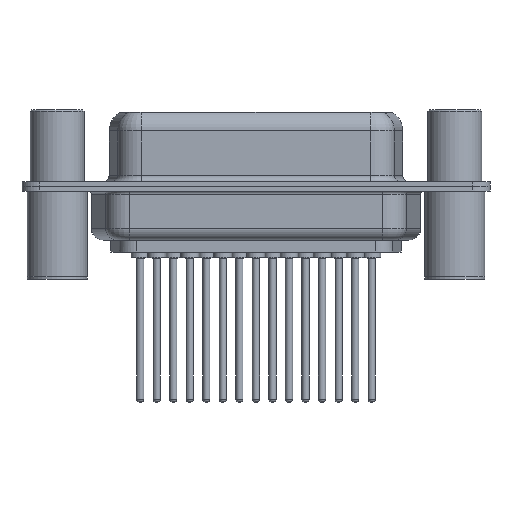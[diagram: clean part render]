
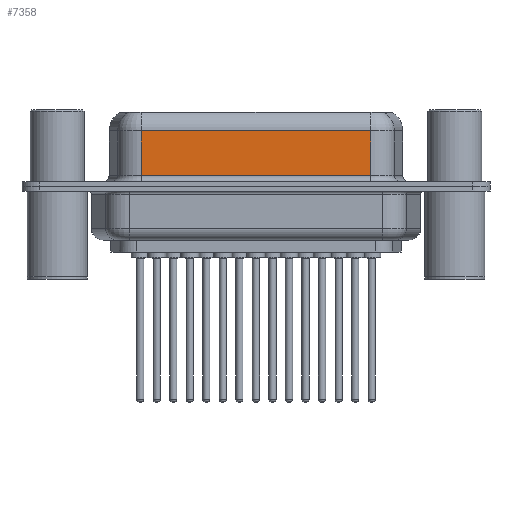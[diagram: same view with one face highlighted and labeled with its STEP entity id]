
A CAD part, front view. The second image highlights one B-rep face of the part: STEP entity #7358.
In plain terms, the highlighted planar face has unit normal (0, -1, 0).
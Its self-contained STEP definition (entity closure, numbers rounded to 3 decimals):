
#352 = VERTEX_POINT ( 'NONE', #632 ) ;
#632 = CARTESIAN_POINT ( 'NONE',  ( 7.038, -3.95, 4.65 ) ) ;
#683 = VECTOR ( 'NONE', #1374, 1000. ) ;
#1374 = DIRECTION ( 'NONE',  ( -1., 0., 0. ) ) ;
#2041 = CARTESIAN_POINT ( 'NONE',  ( 26.262, -3.95, 6.4 ) ) ;
#2662 = CARTESIAN_POINT ( 'NONE',  ( 26.262, -3.95, 6.4 ) ) ;
#2781 = EDGE_CURVE ( 'NONE', #8342, #17488, #14461, .T. ) ;
#2973 = CARTESIAN_POINT ( 'NONE',  ( 26.262, -3.95, 0.9 ) ) ;
#3212 = CARTESIAN_POINT ( 'NONE',  ( 26.262, -3.95, 4.65 ) ) ;
#4040 = CARTESIAN_POINT ( 'NONE',  ( 26.262, -3.95, 0.9 ) ) ;
#4089 = LINE ( 'NONE', #2662, #18024 ) ;
#4705 = DIRECTION ( 'NONE',  ( 1., 0., 0. ) ) ;
#5206 = EDGE_CURVE ( 'NONE', #6339, #17488, #4089, .T. ) ;
#6166 = VECTOR ( 'NONE', #6169, 1000. ) ;
#6169 = DIRECTION ( 'NONE',  ( 0., 0., -1. ) ) ;
#6339 = VERTEX_POINT ( 'NONE', #3212 ) ;
#7358 = ADVANCED_FACE ( 'NONE', ( #14312 ), #9625, .F. ) ;
#8342 = VERTEX_POINT ( 'NONE', #15776 ) ;
#8631 = EDGE_CURVE ( 'NONE', #6339, #352, #15260, .T. ) ;
#9625 = PLANE ( 'NONE',  #16868 ) ;
#10573 = ORIENTED_EDGE ( 'NONE', *, *, #8631, .T. ) ;
#11056 = CARTESIAN_POINT ( 'NONE',  ( 7.038, -3.95, 6.4 ) ) ;
#12151 = ORIENTED_EDGE ( 'NONE', *, *, #5206, .F. ) ;
#12899 = EDGE_LOOP ( 'NONE', ( #12151, #10573, #15708, #17761 ) ) ;
#13836 = LINE ( 'NONE', #11056, #6166 ) ;
#14312 = FACE_OUTER_BOUND ( 'NONE', #12899, .T. ) ;
#14461 = LINE ( 'NONE', #2973, #17607 ) ;
#15260 = LINE ( 'NONE', #16849, #683 ) ;
#15708 = ORIENTED_EDGE ( 'NONE', *, *, #16541, .T. ) ;
#15776 = CARTESIAN_POINT ( 'NONE',  ( 7.038, -3.95, 0.9 ) ) ;
#16541 = EDGE_CURVE ( 'NONE', #352, #8342, #13836, .T. ) ;
#16849 = CARTESIAN_POINT ( 'NONE',  ( 26.262, -3.95, 4.65 ) ) ;
#16868 = AXIS2_PLACEMENT_3D ( 'NONE', #2041, #19026, #18827 ) ;
#17488 = VERTEX_POINT ( 'NONE', #4040 ) ;
#17607 = VECTOR ( 'NONE', #4705, 1000. ) ;
#17761 = ORIENTED_EDGE ( 'NONE', *, *, #2781, .T. ) ;
#18024 = VECTOR ( 'NONE', #19250, 1000. ) ;
#18827 = DIRECTION ( 'NONE',  ( -1., 0., 0. ) ) ;
#19026 = DIRECTION ( 'NONE',  ( 0., 1., 0. ) ) ;
#19250 = DIRECTION ( 'NONE',  ( 0., 0., -1. ) ) ;
